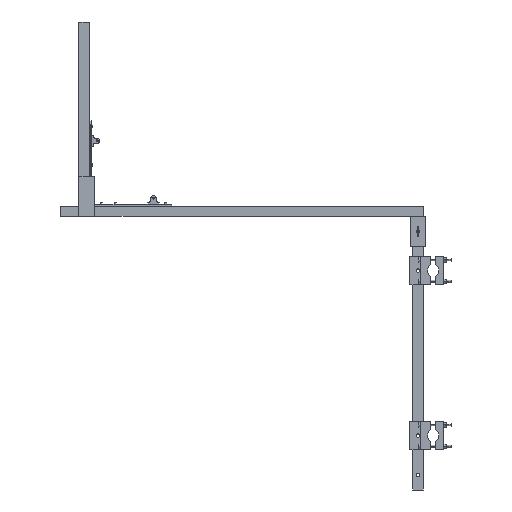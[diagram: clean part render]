
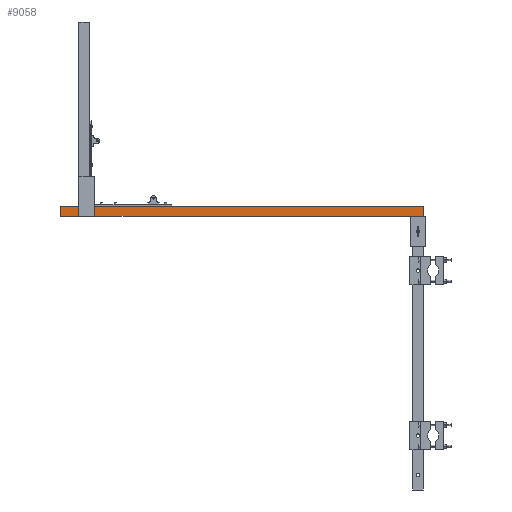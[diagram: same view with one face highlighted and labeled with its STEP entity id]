
A CAD part, left-side view. The second image highlights one B-rep face of the part: STEP entity #9058.
In plain terms, the highlighted planar face has unit normal (-1, 0, 0).
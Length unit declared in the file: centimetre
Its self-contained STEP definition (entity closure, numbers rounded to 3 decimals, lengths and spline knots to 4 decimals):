
#160 = CARTESIAN_POINT ( 'NONE',  ( -2.54, 0., 0. ) ) ;
#284 = CARTESIAN_POINT ( 'NONE',  ( -2.54, 0., 90. ) ) ;
#415 = VERTEX_POINT ( 'NONE', #4404 ) ;
#584 = VERTEX_POINT ( 'NONE', #4843 ) ;
#1076 = LINE ( 'NONE', #3511, #5212 ) ;
#2094 = ORIENTED_EDGE ( 'NONE', *, *, #5015, .T. ) ;
#2946 = DIRECTION ( 'NONE',  ( 1., 0., 0. ) ) ;
#3140 = CARTESIAN_POINT ( 'NONE',  ( -2.54, -2.54, 90. ) ) ;
#3485 = AXIS2_PLACEMENT_3D ( 'NONE', #284, #2946, #10040 ) ;
#3511 = CARTESIAN_POINT ( 'NONE',  ( -2.54, 0., 90. ) ) ;
#3714 = CARTESIAN_POINT ( 'NONE',  ( -2.54, -2.54, 0. ) ) ;
#3934 = ORIENTED_EDGE ( 'NONE', *, *, #10493, .F. ) ;
#3971 = FACE_OUTER_BOUND ( 'NONE', #6968, .T. ) ;
#4404 = CARTESIAN_POINT ( 'NONE',  ( -2.54, 0., 90. ) ) ;
#4592 = LINE ( 'NONE', #5403, #10980 ) ;
#4686 = CARTESIAN_POINT ( 'NONE',  ( -2.54, 0., 0. ) ) ;
#4843 = CARTESIAN_POINT ( 'NONE',  ( -2.54, -2.54, 90. ) ) ;
#4981 = EDGE_CURVE ( 'NONE', #415, #9555, #1076, .T. ) ;
#5015 = EDGE_CURVE ( 'NONE', #9555, #5581, #7807, .T. ) ;
#5212 = VECTOR ( 'NONE', #7143, 100. ) ;
#5403 = CARTESIAN_POINT ( 'NONE',  ( -2.54, 0., 90. ) ) ;
#5581 = VERTEX_POINT ( 'NONE', #3714 ) ;
#5765 = EDGE_CURVE ( 'NONE', #584, #5581, #6500, .T. ) ;
#6500 = LINE ( 'NONE', #3140, #9299 ) ;
#6968 = EDGE_LOOP ( 'NONE', ( #2094, #9817, #3934, #10527 ) ) ;
#7143 = DIRECTION ( 'NONE',  ( 0., 0., -1. ) ) ;
#7260 = PLANE ( 'NONE',  #3485 ) ;
#7501 = DIRECTION ( 'NONE',  ( 0., 0., -1. ) ) ;
#7807 = LINE ( 'NONE', #160, #8455 ) ;
#8455 = VECTOR ( 'NONE', #10435, 100. ) ;
#8740 = DIRECTION ( 'NONE',  ( 0., -1., 0. ) ) ;
#9058 = ADVANCED_FACE ( 'NONE', ( #3971 ), #7260, .F. ) ;
#9299 = VECTOR ( 'NONE', #7501, 100. ) ;
#9555 = VERTEX_POINT ( 'NONE', #4686 ) ;
#9817 = ORIENTED_EDGE ( 'NONE', *, *, #5765, .F. ) ;
#10040 = DIRECTION ( 'NONE',  ( 0., 1., 0. ) ) ;
#10435 = DIRECTION ( 'NONE',  ( 0., -1., 0. ) ) ;
#10493 = EDGE_CURVE ( 'NONE', #415, #584, #4592, .T. ) ;
#10527 = ORIENTED_EDGE ( 'NONE', *, *, #4981, .T. ) ;
#10980 = VECTOR ( 'NONE', #8740, 100. ) ;
